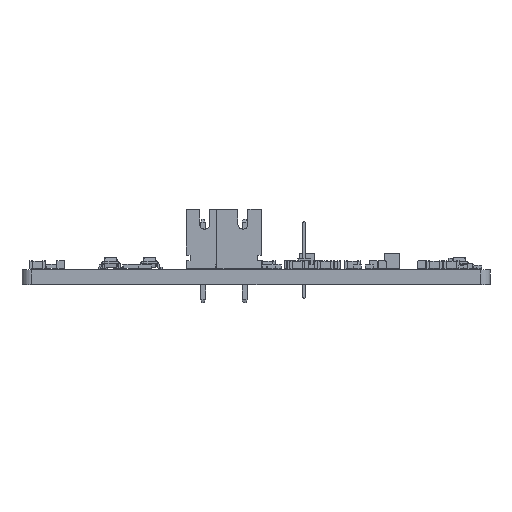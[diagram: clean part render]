
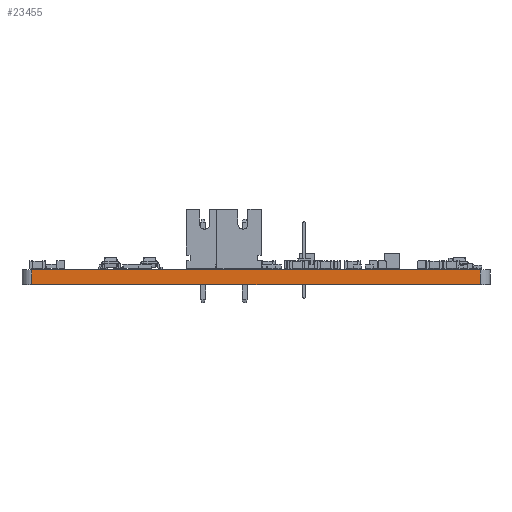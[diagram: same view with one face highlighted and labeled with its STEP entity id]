
A CAD part, left-side view. The second image highlights one B-rep face of the part: STEP entity #23455.
In plain terms, the highlighted planar face has unit normal (-1, 0, 0).
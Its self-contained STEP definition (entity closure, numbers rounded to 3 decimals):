
#22620 = VERTEX_POINT('',#22621);
#22621 = CARTESIAN_POINT('',(158.275,-116.2,0.));
#22628 = EDGE_CURVE('',#22629,#22620,#22631,.T.);
#22629 = VERTEX_POINT('',#22630);
#22630 = CARTESIAN_POINT('',(158.275,-161.5,0.));
#22631 = LINE('',#22632,#22633);
#22632 = CARTESIAN_POINT('',(158.275,-161.5,0.));
#22633 = VECTOR('',#22634,1.);
#22634 = DIRECTION('',(0.,1.,0.));
#23024 = VERTEX_POINT('',#23025);
#23025 = CARTESIAN_POINT('',(158.275,-116.2,1.51));
#23032 = EDGE_CURVE('',#23033,#23024,#23035,.T.);
#23033 = VERTEX_POINT('',#23034);
#23034 = CARTESIAN_POINT('',(158.275,-161.5,1.51));
#23035 = LINE('',#23036,#23037);
#23036 = CARTESIAN_POINT('',(158.275,-161.5,1.51));
#23037 = VECTOR('',#23038,1.);
#23038 = DIRECTION('',(0.,1.,0.));
#23425 = EDGE_CURVE('',#22620,#23024,#23426,.T.);
#23426 = LINE('',#23427,#23428);
#23427 = CARTESIAN_POINT('',(158.275,-116.2,0.));
#23428 = VECTOR('',#23429,1.);
#23429 = DIRECTION('',(0.,0.,1.));
#23455 = ADVANCED_FACE('',(#23456),#23467,.T.);
#23456 = FACE_BOUND('',#23457,.T.);
#23457 = EDGE_LOOP('',(#23458,#23464,#23465,#23466));
#23458 = ORIENTED_EDGE('',*,*,#23459,.T.);
#23459 = EDGE_CURVE('',#22629,#23033,#23460,.T.);
#23460 = LINE('',#23461,#23462);
#23461 = CARTESIAN_POINT('',(158.275,-161.5,0.));
#23462 = VECTOR('',#23463,1.);
#23463 = DIRECTION('',(0.,0.,1.));
#23464 = ORIENTED_EDGE('',*,*,#23032,.T.);
#23465 = ORIENTED_EDGE('',*,*,#23425,.F.);
#23466 = ORIENTED_EDGE('',*,*,#22628,.F.);
#23467 = PLANE('',#23468);
#23468 = AXIS2_PLACEMENT_3D('',#23469,#23470,#23471);
#23469 = CARTESIAN_POINT('',(158.275,-161.5,0.));
#23470 = DIRECTION('',(-1.,0.,0.));
#23471 = DIRECTION('',(0.,1.,0.));
